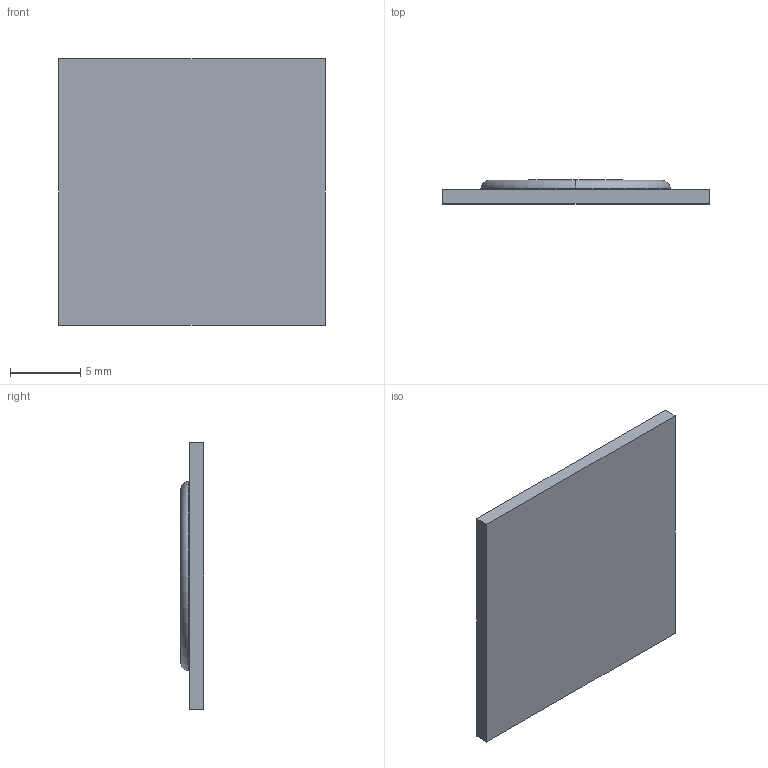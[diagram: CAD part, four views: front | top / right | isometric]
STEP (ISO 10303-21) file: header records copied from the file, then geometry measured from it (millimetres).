
FILE_DESCRIPTION (( 'STEP AP214' ), '1' );
FILE_NAME ('DMS124.STEP', '2016-09-21T05:46:44', ( 'Admin' ), ( 'Microsoft' ), 'SwSTEP 2.0', 'SolidWorks 2016', '' );
FILE_SCHEMA (( 'AUTOMOTIVE_DESIGN' ));
Length unit declared in the file: millimetre
Products named in the file (2): DMS124
Bounding box: 19 x 1.71 x 19 mm (x, y, z)
Volume: 456.6 mm3; surface area: 815.6 mm2
Topology: 1 solids, 1 shells, 68 faces, 166 edges, 109 vertices
Faces by surface type: plane 60, torus 4, cylinder 4
Entity records: 2753 total; most frequent: CARTESIAN_POINT 343, ORIENTED_EDGE 328, DIRECTION 320, EDGE_CURVE 164, LINE 148, VECTOR 148, VERTEX_POINT 109, AXIS2_PLACEMENT_3D 86
